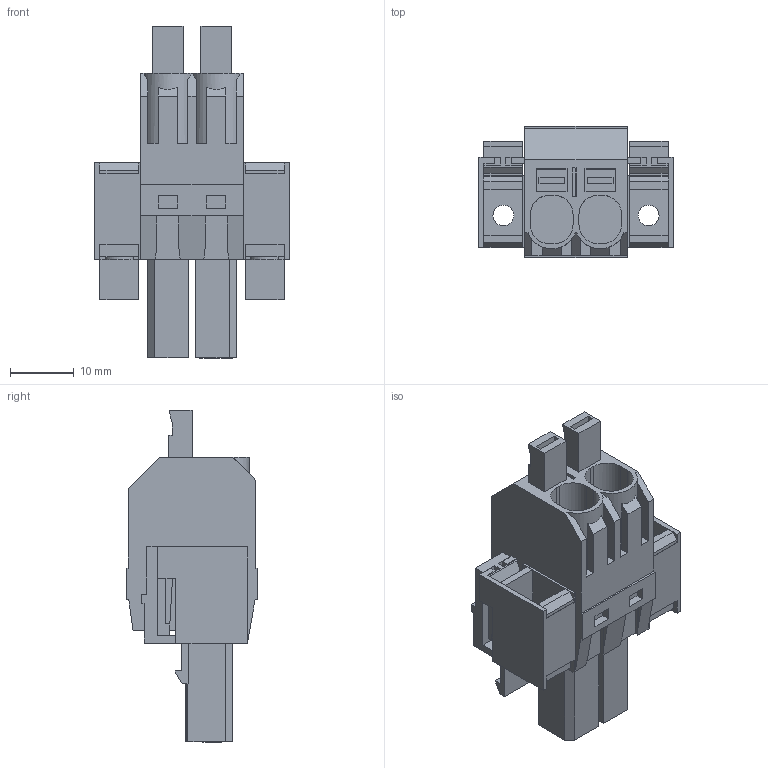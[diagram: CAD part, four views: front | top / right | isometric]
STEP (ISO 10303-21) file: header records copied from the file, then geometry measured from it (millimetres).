
FILE_DESCRIPTION(('CATIA V5 STEP','CAx-IF Rec.Pracs.--- Model Styling and Organization---1.4--- 2014-01-23'),'2;1');
FILE_NAME ('D1530218_2_2549280000_2549280000.stp','2024-03-18T12:33:18+00:00',('none'),('Weidmueller'),'CATIA Version 5-6 Release 2016 SP3 HF44','CATIA V5 STEP AP214','none');
FILE_SCHEMA(('AUTOMOTIVE_DESIGN { 1 0 10303 214 1 1 1 1 }'));
Length unit declared in the file: millimetre
Products named in the file (1): 2549280000
Bounding box: 30.48 x 20.6 x 52.11 mm (x, y, z)
Volume: 11274.7 mm3; surface area: 9201.5 mm2
Topology: 5 solids, 5 shells, 375 faces, 1053 edges, 701 vertices
Faces by surface type: plane 357, cylinder 18
Entity records: 11693 total; most frequent: CARTESIAN_POINT 2158, ORIENTED_EDGE 2106, DIRECTION 1640, EDGE_CURVE 1053, VECTOR 1009, LINE 1009, VERTEX_POINT 701, EDGE_LOOP 396
